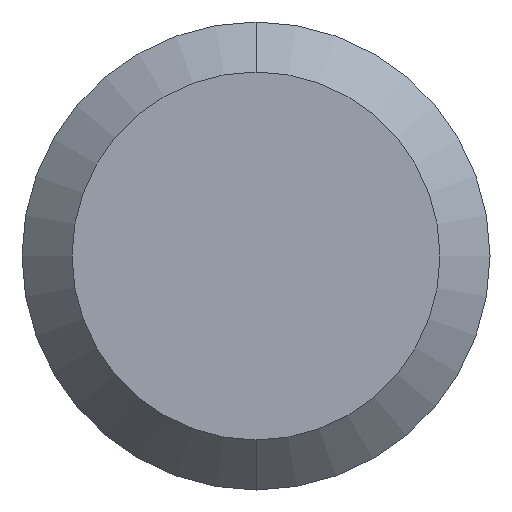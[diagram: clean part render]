
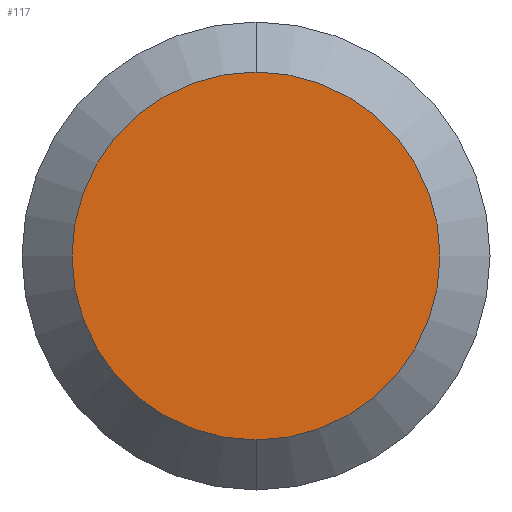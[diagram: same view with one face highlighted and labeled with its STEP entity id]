
A CAD part, front view. The second image highlights one B-rep face of the part: STEP entity #117.
In plain terms, the highlighted planar face has unit normal (0, -1, 0).
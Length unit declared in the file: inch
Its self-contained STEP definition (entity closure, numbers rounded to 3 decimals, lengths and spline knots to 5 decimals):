
#19 = CARTESIAN_POINT ( 'NONE',  ( 0., 0., 0. ) ) ;
#24 = DIRECTION ( 'NONE',  ( 0., 0., 1. ) ) ;
#32 = CARTESIAN_POINT ( 'NONE',  ( 0., 0., 0.0736 ) ) ;
#34 = DIRECTION ( 'NONE',  ( 0., -1., 0. ) ) ;
#51 = EDGE_LOOP ( 'NONE', ( #140, #185 ) ) ;
#76 = AXIS2_PLACEMENT_3D ( 'NONE', #19, #254, #24 ) ;
#99 = CARTESIAN_POINT ( 'NONE',  ( 0., 0., 0. ) ) ;
#107 = AXIS2_PLACEMENT_3D ( 'NONE', #123, #34, #226 ) ;
#113 = CARTESIAN_POINT ( 'NONE',  ( 0., 0., -0.0736 ) ) ;
#117 = ADVANCED_FACE ( 'NONE', ( #174 ), #244, .F. ) ;
#122 = CIRCLE ( 'NONE', #107, 0.0736 ) ;
#123 = CARTESIAN_POINT ( 'NONE',  ( 0., 0., 0. ) ) ;
#126 = VERTEX_POINT ( 'NONE', #113 ) ;
#140 = ORIENTED_EDGE ( 'NONE', *, *, #261, .T. ) ;
#148 = AXIS2_PLACEMENT_3D ( 'NONE', #99, #178, #218 ) ;
#165 = VERTEX_POINT ( 'NONE', #32 ) ;
#174 = FACE_OUTER_BOUND ( 'NONE', #51, .T. ) ;
#178 = DIRECTION ( 'NONE',  ( 0., 1., 0. ) ) ;
#185 = ORIENTED_EDGE ( 'NONE', *, *, #233, .T. ) ;
#215 = CIRCLE ( 'NONE', #76, 0.0736 ) ;
#218 = DIRECTION ( 'NONE',  ( 0., 0., 1. ) ) ;
#226 = DIRECTION ( 'NONE',  ( 0., 0., 1. ) ) ;
#233 = EDGE_CURVE ( 'NONE', #126, #165, #122, .T. ) ;
#244 = PLANE ( 'NONE',  #148 ) ;
#254 = DIRECTION ( 'NONE',  ( 0., -1., 0. ) ) ;
#261 = EDGE_CURVE ( 'NONE', #165, #126, #215, .T. ) ;
